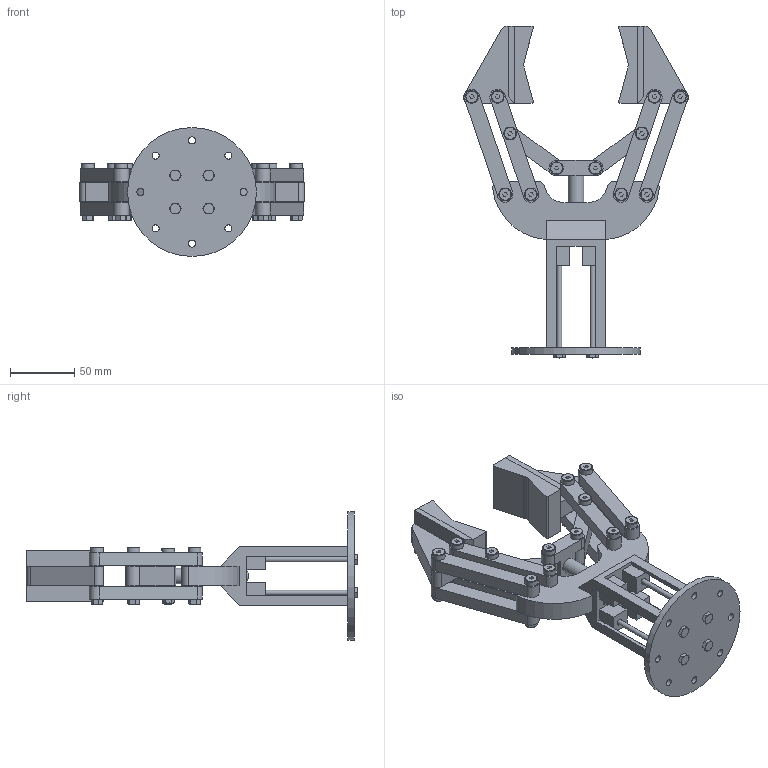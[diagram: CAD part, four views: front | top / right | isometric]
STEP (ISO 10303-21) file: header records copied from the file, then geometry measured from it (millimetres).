
FILE_DESCRIPTION(/* description */ (''),/* implementation_level */ '2;1');
FILE_NAME(/* name */ 'chwytak_zlozenie_v2.stp',/* time_stamp */ '2025-05-22T13:04:04+02:00',/* author */ ('Paweł'),/* organization */ (''),/* preprocessor_version */ 'ST-DEVELOPER v19.2',/* originating_system */ 'Autodesk Inventor 2024',/* authorisation */ '');
FILE_SCHEMA (('AUTOMOTIVE_DESIGN { 1 0 10303 214 3 1 1 }'));
Length unit declared in the file: millimetre
Products named in the file (17): chwytak_zlozenie_v2; 10_00_0934_0005_001_stp; iso_7379-6-m5-30_stp; sruba_M5x 78; flansza; screw_iso_7380-m4x10-12_9_stp; obudowa; koncowka_gumowa; ramie_z_dziura; lapa; 536255 ADN-25-25-A-P-A---(asm_0); GFM_060709_045_1_stp; GFM_060709_10_1_stp; lacznik; ramie; przedluzacz; korpus
Assembly tree (73 placements, depth 2):
  chwytak_zlozenie_v2
    10_00_0934_0005_001_stp  x12
    iso_7379-6-m5-30_stp  x12
    sruba_M5x 78  x4
    flansza
    screw_iso_7380-m4x10-12_9_stp  x2
    obudowa
    koncowka_gumowa  x2
    ramie_z_dziura  x4
    lapa  x2
    536255 ADN-25-25-A-P-A---(asm_0)
    GFM_060709_045_1_stp  x12
    GFM_060709_10_1_stp  x12
    lacznik  x2
    ramie  x4
    przedluzacz
    korpus
Bounding box: 174.61 x 257.52 x 100 mm (x, y, z)
Volume: 387897.6 mm3; surface area: 166735.3 mm2
Topology: 72 solids, 72 shells, 1118 faces, 2403 edges, 1504 vertices
Faces by surface type: plane 509, cone 274, cylinder 261, torus 72, bspline 2
Full cylindrical faces by diameter (mm): 3.3 x2, 3.75 x12, 4 x6, 4.2 x4, 4.459 x12, 4.5 x2, 5 x20, 5.5 x12, 5.6 x12, 6 x36, 6.2 x24, 7 x36, 8.5 x1, 9 x24, 10 x12, 12 x1, 13 x2, 100 x1
Entity records: 9449 total; most frequent: DIRECTION 1592, CARTESIAN_POINT 1579, ORIENTED_EDGE 1326, EDGE_CURVE 663, AXIS2_PLACEMENT_3D 603, VERTEX_POINT 434, LINE 386, VECTOR 386
